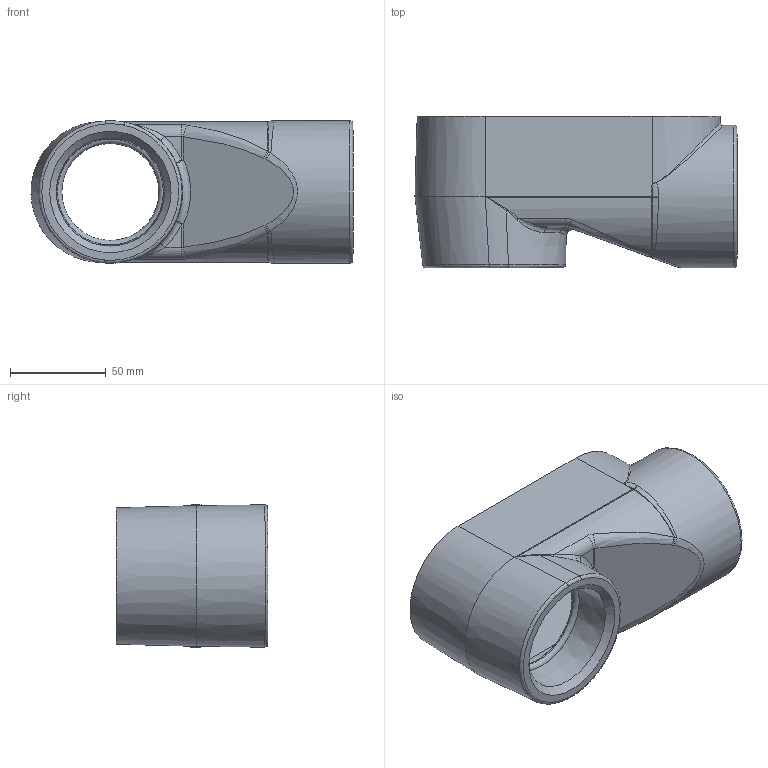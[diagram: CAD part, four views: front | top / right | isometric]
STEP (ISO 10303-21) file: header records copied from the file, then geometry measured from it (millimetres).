
FILE_DESCRIPTION(/* description */ (''),/* implementation_level */ '2;1');
FILE_NAME(/* name */ 'KIL_SLB-6.stp',/* time_stamp */ '2020-09-29T18:23:25+06:00',/* author */ ('lsugumaran'),/* organization */ (''),/* preprocessor_version */ 'ST-DEVELOPER v18',/* originating_system */ 'Autodesk Inventor 2020',/* authorisation */ '');
FILE_SCHEMA (('AUTOMOTIVE_DESIGN { 1 0 10303 214 3 1 1 }'));
Length unit declared in the file: inch
Products named in the file (1): 0194810 -2
Bounding box: 168.56 x 79.38 x 74.61 mm (x, y, z)
Volume: 214756.6 mm3; surface area: 75236.6 mm2
Topology: 1 solids, 1 shells, 645 faces, 1703 edges, 1103 vertices
Faces by surface type: bspline 366, plane 194, cone 52, cylinder 13, torus 12, sphere 8
Full cylindrical faces by diameter (mm): 74.612 x1
Entity records: 33818 total; most frequent: CARTESIAN_POINT 20488, ORIENTED_EDGE 3394, EDGE_CURVE 1697, DIRECTION 1618, VERTEX_POINT 1103, B_SPLINE_CURVE_WITH_KNOTS 843, EDGE_LOOP 698, FACE_OUTER_BOUND 645
